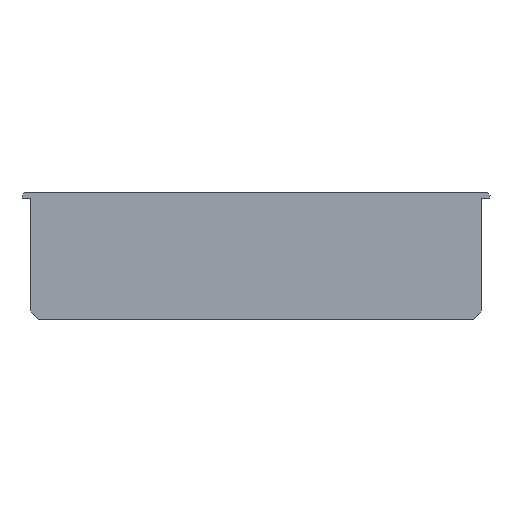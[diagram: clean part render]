
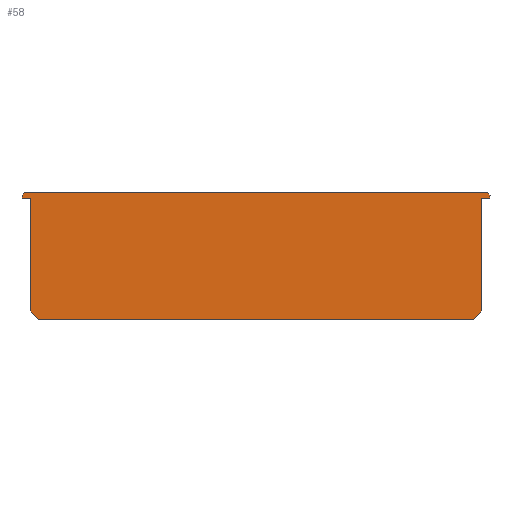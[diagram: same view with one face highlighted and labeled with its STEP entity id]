
A CAD part, top view. The second image highlights one B-rep face of the part: STEP entity #58.
In plain terms, the highlighted planar face has unit normal (0, 0, 1).
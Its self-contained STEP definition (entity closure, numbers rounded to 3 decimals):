
#28 = VECTOR ( 'NONE', #330, 1000. ) ;
#30 = CARTESIAN_POINT ( 'NONE',  ( -80., -19.5, 4. ) ) ;
#53 = LINE ( 'NONE', #481, #2480 ) ;
#57 = VECTOR ( 'NONE', #768, 1000. ) ;
#58 = ADVANCED_FACE ( 'NONE', ( #238 ), #674, .F. ) ;
#111 = DIRECTION ( 'NONE',  ( -0.707, 0.707, 0. ) ) ;
#129 = LINE ( 'NONE', #1957, #57 ) ;
#136 = LINE ( 'NONE', #1730, #534 ) ;
#147 = ORIENTED_EDGE ( 'NONE', *, *, #827, .F. ) ;
#186 = CARTESIAN_POINT ( 'NONE',  ( -80., -19.5, 4. ) ) ;
#195 = CARTESIAN_POINT ( 'NONE',  ( 80., -19.5, 4. ) ) ;
#235 = LINE ( 'NONE', #1750, #659 ) ;
#238 = FACE_OUTER_BOUND ( 'NONE', #773, .T. ) ;
#317 = VERTEX_POINT ( 'NONE', #1382 ) ;
#330 = DIRECTION ( 'NONE',  ( -1., 0., 0. ) ) ;
#335 = DIRECTION ( 'NONE',  ( -1., 0., 0. ) ) ;
#371 = LINE ( 'NONE', #1512, #2426 ) ;
#411 = VERTEX_POINT ( 'NONE', #195 ) ;
#458 = EDGE_CURVE ( 'NONE', #1921, #2343, #1761, .T. ) ;
#481 = CARTESIAN_POINT ( 'NONE',  ( -83., -22.5, 4. ) ) ;
#510 = VERTEX_POINT ( 'NONE', #2032 ) ;
#532 = VECTOR ( 'NONE', #2546, 1000. ) ;
#534 = VECTOR ( 'NONE', #2141, 1000. ) ;
#616 = DIRECTION ( 'NONE',  ( 0., 1., 0. ) ) ;
#651 = CARTESIAN_POINT ( 'NONE',  ( -83., 21.5, 4. ) ) ;
#659 = VECTOR ( 'NONE', #111, 1000. ) ;
#674 = PLANE ( 'NONE',  #2477 ) ;
#725 = EDGE_CURVE ( 'NONE', #1675, #1738, #136, .T. ) ;
#768 = DIRECTION ( 'NONE',  ( -0.707, 0.707, 0. ) ) ;
#773 = EDGE_LOOP ( 'NONE', ( #1218, #2306, #1608, #2383, #2470, #933, #2305, #147, #2372, #2154, #1394, #2174 ) ) ;
#793 = EDGE_CURVE ( 'NONE', #2343, #2273, #371, .T. ) ;
#818 = VERTEX_POINT ( 'NONE', #1531 ) ;
#827 = EDGE_CURVE ( 'NONE', #818, #1921, #235, .T. ) ;
#857 = EDGE_CURVE ( 'NONE', #1675, #1576, #1602, .T. ) ;
#933 = ORIENTED_EDGE ( 'NONE', *, *, #793, .F. ) ;
#992 = CARTESIAN_POINT ( 'NONE',  ( 83., -22.5, 4. ) ) ;
#1054 = CARTESIAN_POINT ( 'NONE',  ( -83., 20.5, 4. ) ) ;
#1080 = LINE ( 'NONE', #2149, #28 ) ;
#1114 = CARTESIAN_POINT ( 'NONE',  ( 83., 21.5, 4. ) ) ;
#1116 = DIRECTION ( 'NONE',  ( 0., 0., -1. ) ) ;
#1204 = EDGE_CURVE ( 'NONE', #411, #317, #1207, .T. ) ;
#1207 = LINE ( 'NONE', #1646, #2628 ) ;
#1218 = ORIENTED_EDGE ( 'NONE', *, *, #857, .T. ) ;
#1258 = CARTESIAN_POINT ( 'NONE',  ( -80., 20.5, 4. ) ) ;
#1286 = EDGE_CURVE ( 'NONE', #1800, #2300, #1847, .T. ) ;
#1372 = CARTESIAN_POINT ( 'NONE',  ( -82., 22.5, 4. ) ) ;
#1382 = CARTESIAN_POINT ( 'NONE',  ( 77., -22.5, 4. ) ) ;
#1394 = ORIENTED_EDGE ( 'NONE', *, *, #2232, .F. ) ;
#1450 = DIRECTION ( 'NONE',  ( -0.707, -0.707, 0. ) ) ;
#1512 = CARTESIAN_POINT ( 'NONE',  ( -80., 20.5, 4. ) ) ;
#1527 = CARTESIAN_POINT ( 'NONE',  ( -83., -22.5, 4. ) ) ;
#1531 = CARTESIAN_POINT ( 'NONE',  ( -77., -22.5, 4. ) ) ;
#1558 = DIRECTION ( 'NONE',  ( 1., 0., 0. ) ) ;
#1576 = VERTEX_POINT ( 'NONE', #1114 ) ;
#1602 = LINE ( 'NONE', #992, #2364 ) ;
#1608 = ORIENTED_EDGE ( 'NONE', *, *, #1674, .T. ) ;
#1617 = DIRECTION ( 'NONE',  ( 0., -1., 0. ) ) ;
#1646 = CARTESIAN_POINT ( 'NONE',  ( 77., -22.5, 4. ) ) ;
#1674 = EDGE_CURVE ( 'NONE', #510, #1800, #1080, .T. ) ;
#1675 = VERTEX_POINT ( 'NONE', #2355 ) ;
#1697 = DIRECTION ( 'NONE',  ( 0., -1., 0. ) ) ;
#1730 = CARTESIAN_POINT ( 'NONE',  ( 83., 20.5, 4. ) ) ;
#1738 = VERTEX_POINT ( 'NONE', #1940 ) ;
#1750 = CARTESIAN_POINT ( 'NONE',  ( -80., -19.5, 4. ) ) ;
#1761 = LINE ( 'NONE', #186, #2062 ) ;
#1800 = VERTEX_POINT ( 'NONE', #1372 ) ;
#1823 = CARTESIAN_POINT ( 'NONE',  ( 80., 20.5, 4. ) ) ;
#1832 = LINE ( 'NONE', #1527, #1927 ) ;
#1847 = LINE ( 'NONE', #2350, #532 ) ;
#1921 = VERTEX_POINT ( 'NONE', #30 ) ;
#1927 = VECTOR ( 'NONE', #1558, 1000. ) ;
#1940 = CARTESIAN_POINT ( 'NONE',  ( 80., 20.5, 4. ) ) ;
#1957 = CARTESIAN_POINT ( 'NONE',  ( 82., 22.5, 4. ) ) ;
#1984 = DIRECTION ( 'NONE',  ( 0., 1., 0. ) ) ;
#2032 = CARTESIAN_POINT ( 'NONE',  ( 82., 22.5, 4. ) ) ;
#2062 = VECTOR ( 'NONE', #616, 1000. ) ;
#2075 = DIRECTION ( 'NONE',  ( -1., 0., 0. ) ) ;
#2086 = CARTESIAN_POINT ( 'NONE',  ( 0., 0., 4. ) ) ;
#2126 = EDGE_CURVE ( 'NONE', #1576, #510, #129, .T. ) ;
#2141 = DIRECTION ( 'NONE',  ( -1., 0., 0. ) ) ;
#2149 = CARTESIAN_POINT ( 'NONE',  ( -83., 22.5, 4. ) ) ;
#2154 = ORIENTED_EDGE ( 'NONE', *, *, #1204, .F. ) ;
#2174 = ORIENTED_EDGE ( 'NONE', *, *, #725, .F. ) ;
#2232 = EDGE_CURVE ( 'NONE', #1738, #411, #2447, .T. ) ;
#2273 = VERTEX_POINT ( 'NONE', #1054 ) ;
#2300 = VERTEX_POINT ( 'NONE', #651 ) ;
#2305 = ORIENTED_EDGE ( 'NONE', *, *, #458, .F. ) ;
#2306 = ORIENTED_EDGE ( 'NONE', *, *, #2126, .T. ) ;
#2343 = VERTEX_POINT ( 'NONE', #1258 ) ;
#2350 = CARTESIAN_POINT ( 'NONE',  ( -83., 21.5, 4. ) ) ;
#2355 = CARTESIAN_POINT ( 'NONE',  ( 83., 20.5, 4. ) ) ;
#2364 = VECTOR ( 'NONE', #1984, 1000. ) ;
#2372 = ORIENTED_EDGE ( 'NONE', *, *, #2636, .T. ) ;
#2383 = ORIENTED_EDGE ( 'NONE', *, *, #1286, .T. ) ;
#2426 = VECTOR ( 'NONE', #335, 1000. ) ;
#2447 = LINE ( 'NONE', #1823, #2518 ) ;
#2470 = ORIENTED_EDGE ( 'NONE', *, *, #2495, .T. ) ;
#2477 = AXIS2_PLACEMENT_3D ( 'NONE', #2086, #1116, #2075 ) ;
#2480 = VECTOR ( 'NONE', #1697, 1000. ) ;
#2495 = EDGE_CURVE ( 'NONE', #2300, #2273, #53, .T. ) ;
#2518 = VECTOR ( 'NONE', #1617, 1000. ) ;
#2546 = DIRECTION ( 'NONE',  ( -0.707, -0.707, 0. ) ) ;
#2628 = VECTOR ( 'NONE', #1450, 1000. ) ;
#2636 = EDGE_CURVE ( 'NONE', #818, #317, #1832, .T. ) ;
